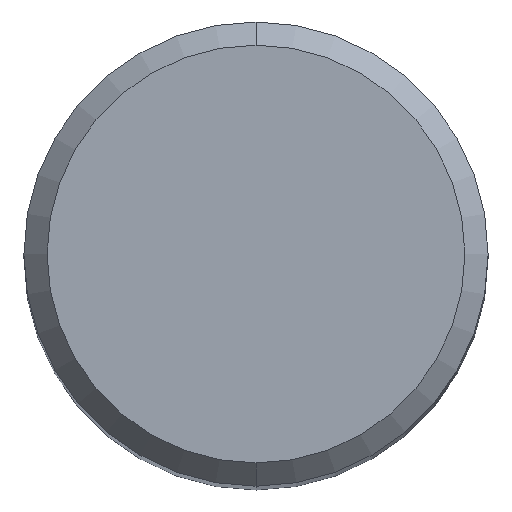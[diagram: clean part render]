
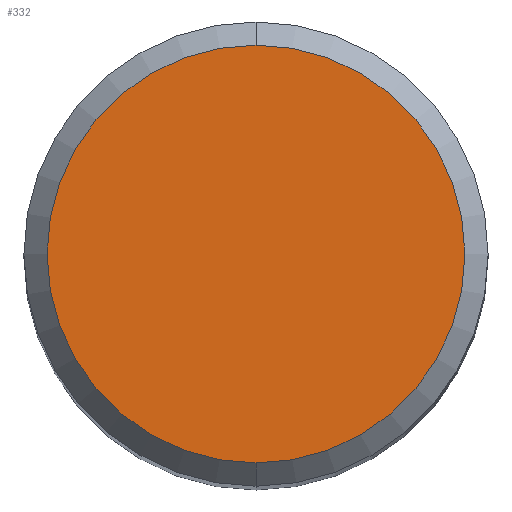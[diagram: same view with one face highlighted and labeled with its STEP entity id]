
A CAD part, top view. The second image highlights one B-rep face of the part: STEP entity #332.
In plain terms, the highlighted planar face has unit normal (0, 0, 1).
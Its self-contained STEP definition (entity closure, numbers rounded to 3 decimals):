
#218=EDGE_CURVE('',#278,#348,#524,.T.);
#278=VERTEX_POINT('',#589);
#332=ADVANCED_FACE('',(#645),#646,.T.);
#348=VERTEX_POINT('',#667);
#440=EDGE_CURVE('',#348,#278,#768,.T.);
#524=CIRCLE('',#919,4.5);
#589=CARTESIAN_POINT('',(0.0,4.5,0.0));
#645=FACE_OUTER_BOUND('',#1214,.T.);
#646=PLANE('',#1215);
#667=CARTESIAN_POINT('',(0.,-4.5,0.0));
#768=CIRCLE('',#1420,4.5);
#919=AXIS2_PLACEMENT_3D('',#1502,#1503,#1504);
#1214=EDGE_LOOP('',(#1618,#1619));
#1215=AXIS2_PLACEMENT_3D('',#1620,#1621,#1622);
#1420=AXIS2_PLACEMENT_3D('',#1773,#1774,#1775);
#1502=CARTESIAN_POINT('',(0.0,0.0,0.0));
#1503=DIRECTION('',(0.0,0.0,-1.0));
#1504=DIRECTION('',(0.0,1.0,0.0));
#1618=ORIENTED_EDGE('',*,*,#218,.F.);
#1619=ORIENTED_EDGE('',*,*,#440,.F.);
#1620=CARTESIAN_POINT('',(0.0,2.25,0.0));
#1621=DIRECTION('',(-0.0,0.0,1.0));
#1622=DIRECTION('',(0.0,-1.0,0.0));
#1773=CARTESIAN_POINT('',(0.0,0.0,0.0));
#1774=DIRECTION('',(0.0,0.0,-1.0));
#1775=DIRECTION('',(0.0,1.0,0.0));
